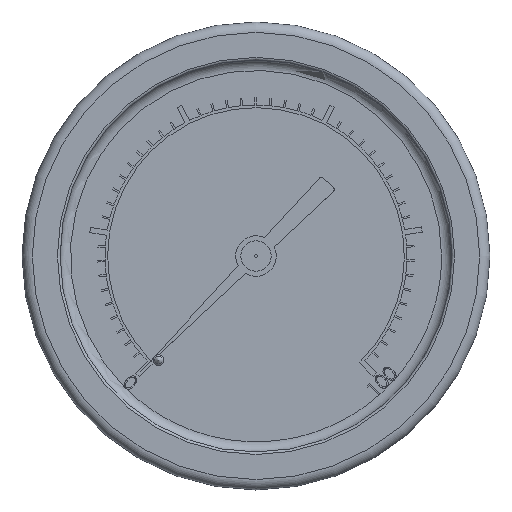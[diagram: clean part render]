
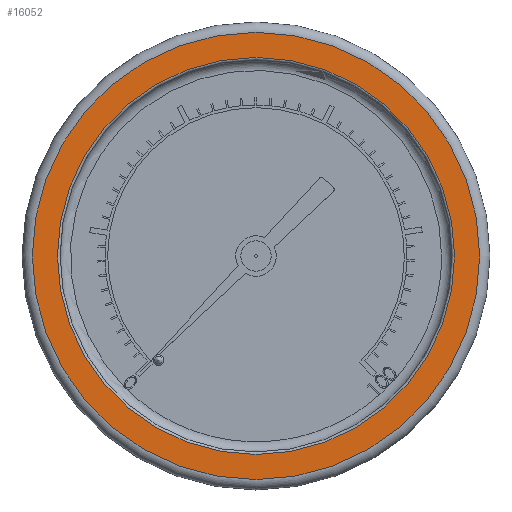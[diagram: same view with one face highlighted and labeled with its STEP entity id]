
A CAD part, top view. The second image highlights one B-rep face of the part: STEP entity #16052.
In plain terms, the highlighted planar face has unit normal (0, 0, 1).
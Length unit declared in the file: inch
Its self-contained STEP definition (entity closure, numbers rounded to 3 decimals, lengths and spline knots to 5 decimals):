
#3193 = DIRECTION ( 'NONE',  ( 1., 0., 0. ) ) ;
#3240 = EDGE_CURVE ( 'NONE', #9085, #9085, #3621, .T. ) ;
#3621 = CIRCLE ( 'NONE', #15695, 1.151 ) ;
#3851 = FACE_BOUND ( 'NONE', #9937, .T. ) ;
#5021 = DIRECTION ( 'NONE',  ( 1., 0., 0. ) ) ;
#6087 = EDGE_LOOP ( 'NONE', ( #16346 ) ) ;
#6534 = ORIENTED_EDGE ( 'NONE', *, *, #3240, .T. ) ;
#7734 = CARTESIAN_POINT ( 'NONE',  ( 1.151, 0., 0. ) ) ;
#7834 = AXIS2_PLACEMENT_3D ( 'NONE', #8071, #9420, #3193 ) ;
#8071 = CARTESIAN_POINT ( 'NONE',  ( 0., 0., 0. ) ) ;
#9085 = VERTEX_POINT ( 'NONE', #7734 ) ;
#9142 = DIRECTION ( 'NONE',  ( 0., 0., 1. ) ) ;
#9420 = DIRECTION ( 'NONE',  ( 0., 0., 1. ) ) ;
#9937 = EDGE_LOOP ( 'NONE', ( #6534 ) ) ;
#10014 = DIRECTION ( 'NONE',  ( 1., 0., 0. ) ) ;
#10089 = EDGE_CURVE ( 'NONE', #15562, #15562, #12954, .T. ) ;
#11490 = CARTESIAN_POINT ( 'NONE',  ( 0., 0., 0. ) ) ;
#12553 = AXIS2_PLACEMENT_3D ( 'NONE', #11490, #9142, #5021 ) ;
#12954 = CIRCLE ( 'NONE', #7834, 1.2965 ) ;
#13044 = CARTESIAN_POINT ( 'NONE',  ( 1.2965, 0., 0. ) ) ;
#13654 = DIRECTION ( 'NONE',  ( 0., 0., -1. ) ) ;
#14120 = PLANE ( 'NONE',  #12553 ) ;
#14905 = CARTESIAN_POINT ( 'NONE',  ( 0., 0., 0. ) ) ;
#15562 = VERTEX_POINT ( 'NONE', #13044 ) ;
#15695 = AXIS2_PLACEMENT_3D ( 'NONE', #14905, #13654, #10014 ) ;
#16052 = ADVANCED_FACE ( 'NONE', ( #3851, #16637 ), #14120, .T. ) ;
#16346 = ORIENTED_EDGE ( 'NONE', *, *, #10089, .T. ) ;
#16637 = FACE_OUTER_BOUND ( 'NONE', #6087, .T. ) ;
